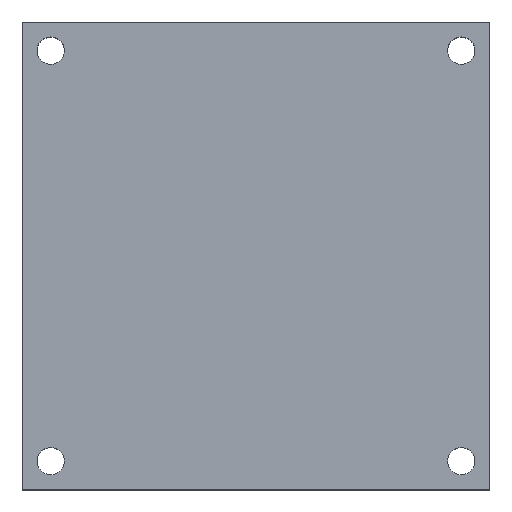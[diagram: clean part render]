
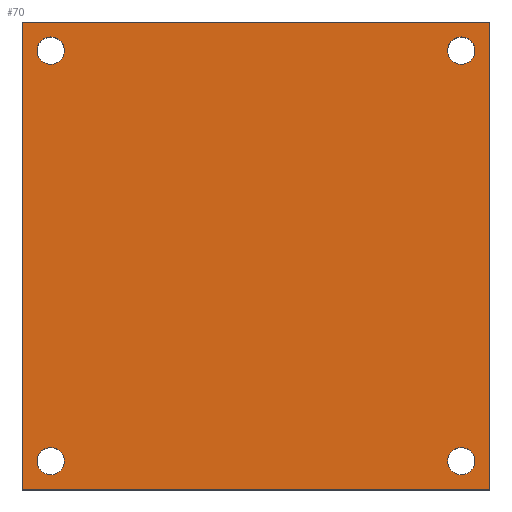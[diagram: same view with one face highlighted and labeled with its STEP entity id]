
A CAD part, top view. The second image highlights one B-rep face of the part: STEP entity #70.
In plain terms, the highlighted planar face has unit normal (0, 0, 1).
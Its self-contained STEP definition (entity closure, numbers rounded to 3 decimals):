
#70 = ADVANCED_FACE( '', ( #166, #167, #168, #169, #170 ), #171, .F. );
#166 = FACE_BOUND( '', #311, .T. );
#167 = FACE_BOUND( '', #312, .T. );
#168 = FACE_OUTER_BOUND( '', #313, .T. );
#169 = FACE_BOUND( '', #314, .T. );
#170 = FACE_BOUND( '', #315, .T. );
#171 = PLANE( '', #316 );
#311 = EDGE_LOOP( '', ( #470 ) );
#312 = EDGE_LOOP( '', ( #471 ) );
#313 = EDGE_LOOP( '', ( #472, #473, #474, #475 ) );
#314 = EDGE_LOOP( '', ( #476 ) );
#315 = EDGE_LOOP( '', ( #477 ) );
#316 = AXIS2_PLACEMENT_3D( '', #478, #479, #480 );
#470 = ORIENTED_EDGE( '', *, *, #668, .F. );
#471 = ORIENTED_EDGE( '', *, *, #669, .T. );
#472 = ORIENTED_EDGE( '', *, *, #647, .F. );
#473 = ORIENTED_EDGE( '', *, *, #670, .F. );
#474 = ORIENTED_EDGE( '', *, *, #671, .F. );
#475 = ORIENTED_EDGE( '', *, *, #664, .F. );
#476 = ORIENTED_EDGE( '', *, *, #642, .F. );
#477 = ORIENTED_EDGE( '', *, *, #672, .T. );
#478 = CARTESIAN_POINT( '', ( -90., 90., 32. ) );
#479 = DIRECTION( '', ( 0., 0., -1. ) );
#480 = DIRECTION( '', ( -1., 0., 0. ) );
#642 = EDGE_CURVE( '', #721, #721, #722, .T. );
#647 = EDGE_CURVE( '', #729, #731, #732, .T. );
#664 = EDGE_CURVE( '', #731, #759, #760, .T. );
#668 = EDGE_CURVE( '', #765, #765, #766, .T. );
#669 = EDGE_CURVE( '', #767, #767, #768, .T. );
#670 = EDGE_CURVE( '', #769, #729, #770, .T. );
#671 = EDGE_CURVE( '', #759, #769, #771, .T. );
#672 = EDGE_CURVE( '', #772, #772, #773, .T. );
#721 = VERTEX_POINT( '', #841 );
#722 = CIRCLE( '', #842, 5.25 );
#729 = VERTEX_POINT( '', #850 );
#731 = VERTEX_POINT( '', #853 );
#732 = LINE( '', #854, #855 );
#759 = VERTEX_POINT( '', #884 );
#760 = LINE( '', #885, #886 );
#765 = VERTEX_POINT( '', #892 );
#766 = CIRCLE( '', #893, 5.25 );
#767 = VERTEX_POINT( '', #894 );
#768 = CIRCLE( '', #895, 5.25 );
#769 = VERTEX_POINT( '', #896 );
#770 = LINE( '', #897, #898 );
#771 = LINE( '', #899, #900 );
#772 = VERTEX_POINT( '', #901 );
#773 = CIRCLE( '', #902, 5.25 );
#841 = CARTESIAN_POINT( '', ( -79., -73.75, 32. ) );
#842 = AXIS2_PLACEMENT_3D( '', #1099, #1100, #1101 );
#850 = CARTESIAN_POINT( '', ( -90., -90., 32. ) );
#853 = CARTESIAN_POINT( '', ( -90., 90., 32. ) );
#854 = CARTESIAN_POINT( '', ( -90., -90., 32. ) );
#855 = VECTOR( '', #1107, 1000. );
#884 = CARTESIAN_POINT( '', ( 90., 90., 32. ) );
#885 = CARTESIAN_POINT( '', ( -90., 90., 32. ) );
#886 = VECTOR( '', #1137, 1000. );
#892 = CARTESIAN_POINT( '', ( 79., 84.25, 32. ) );
#893 = AXIS2_PLACEMENT_3D( '', #1142, #1143, #1144 );
#894 = CARTESIAN_POINT( '', ( 79., -73.75, 32. ) );
#895 = AXIS2_PLACEMENT_3D( '', #1145, #1146, #1147 );
#896 = CARTESIAN_POINT( '', ( 90., -90., 32. ) );
#897 = CARTESIAN_POINT( '', ( 90., -90., 32. ) );
#898 = VECTOR( '', #1148, 1000. );
#899 = CARTESIAN_POINT( '', ( 90., 90., 32. ) );
#900 = VECTOR( '', #1149, 1000. );
#901 = CARTESIAN_POINT( '', ( -79., 84.25, 32. ) );
#902 = AXIS2_PLACEMENT_3D( '', #1150, #1151, #1152 );
#1099 = CARTESIAN_POINT( '', ( -79., -79., 32. ) );
#1100 = DIRECTION( '', ( 0., 0., 1. ) );
#1101 = DIRECTION( '', ( 0., 1., 0. ) );
#1107 = DIRECTION( '', ( 0., 1., 0. ) );
#1137 = DIRECTION( '', ( 1., 0., 0. ) );
#1142 = CARTESIAN_POINT( '', ( 79., 79., 32. ) );
#1143 = DIRECTION( '', ( 0., 0., 1. ) );
#1144 = DIRECTION( '', ( 0., 1., 0. ) );
#1145 = CARTESIAN_POINT( '', ( 79., -79., 32. ) );
#1146 = DIRECTION( '', ( 0., 0., -1. ) );
#1147 = DIRECTION( '', ( 0., 1., 0. ) );
#1148 = DIRECTION( '', ( -1., 0., 0. ) );
#1149 = DIRECTION( '', ( 0., -1., 0. ) );
#1150 = CARTESIAN_POINT( '', ( -79., 79., 32. ) );
#1151 = DIRECTION( '', ( 0., 0., -1. ) );
#1152 = DIRECTION( '', ( 0., 1., 0. ) );
